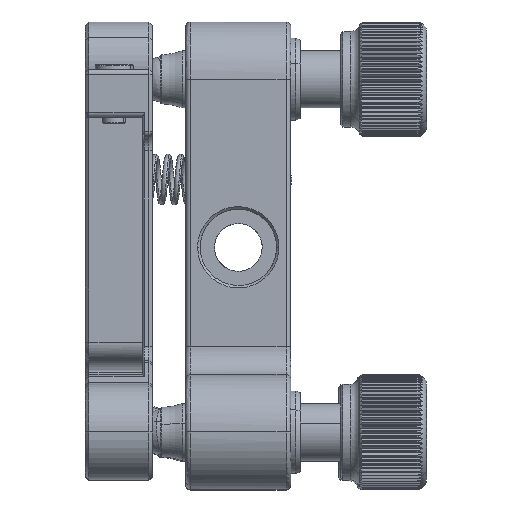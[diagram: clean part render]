
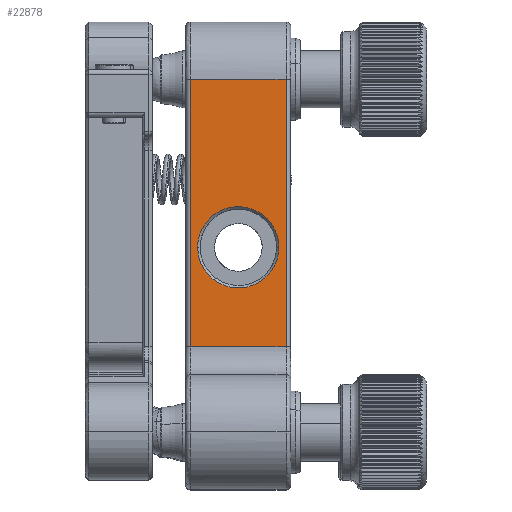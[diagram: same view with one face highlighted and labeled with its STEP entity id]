
A CAD part, top view. The second image highlights one B-rep face of the part: STEP entity #22878.
In plain terms, the highlighted planar face has unit normal (0, 0, 1).
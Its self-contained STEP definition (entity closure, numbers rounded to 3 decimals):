
#399 = CARTESIAN_POINT ( 'NONE',  ( -1.667, -9.5, -12.5 ) ) ;
#415 = CARTESIAN_POINT ( 'NONE',  ( -5., -9.5, -12.5 ) ) ;
#912 = VERTEX_POINT ( 'NONE', #18522 ) ;
#2003 = CARTESIAN_POINT ( 'NONE',  ( -3.714, -1.24, -12.5 ) ) ;
#2550 = CARTESIAN_POINT ( 'NONE',  ( 0.556, -3.35, -12.5 ) ) ;
#2740 = CARTESIAN_POINT ( 'NONE',  ( -1.667, 18.5, -12.5 ) ) ;
#3430 = EDGE_CURVE ( 'NONE', #40600, #20674, #44750, .T. ) ;
#4089 = VERTEX_POINT ( 'NONE', #7583 ) ;
#5066 = CARTESIAN_POINT ( 'NONE',  ( 5., -9.5, -12.5 ) ) ;
#5587 = CARTESIAN_POINT ( 'NONE',  ( -1.112, -3.239, -12.5 ) ) ;
#6102 = CARTESIAN_POINT ( 'NONE',  ( 4.25, 0.9, -12.5 ) ) ;
#6637 = CARTESIAN_POINT ( 'NONE',  ( 3.714, 3.04, -12.5 ) ) ;
#6990 = CARTESIAN_POINT ( 'NONE',  ( -5., 18.5, -12.5 ) ) ;
#7310 = EDGE_CURVE ( 'NONE', #912, #40600, #19955, .T. ) ;
#7583 = CARTESIAN_POINT ( 'NONE',  ( -5., -9.5, -12.5 ) ) ;
#8041 = VERTEX_POINT ( 'NONE', #13814 ) ;
#8114 = EDGE_CURVE ( 'NONE', #8041, #52728, #45214, .T. ) ;
#8915 = CARTESIAN_POINT ( 'NONE',  ( -5., -9.5, -12.5 ) ) ;
#9166 = CARTESIAN_POINT ( 'NONE',  ( -5.5, 24.5, -12.5 ) ) ;
#9708 = CARTESIAN_POINT ( 'NONE',  ( -4.139, -0.212, -12.5 ) ) ;
#10250 = ORIENTED_EDGE ( 'NONE', *, *, #3430, .F. ) ;
#10528 = CARTESIAN_POINT ( 'NONE',  ( -0.556, -3.35, -12.5 ) ) ;
#10748 = CARTESIAN_POINT ( 'NONE',  ( 3.399, 3.512, -12.5 ) ) ;
#13814 = CARTESIAN_POINT ( 'NONE',  ( -4.25, 0.9, -12.5 ) ) ;
#14083 = CARTESIAN_POINT ( 'NONE',  ( 4.25, 0.344, -12.5 ) ) ;
#14095 = FACE_OUTER_BOUND ( 'NONE', #14297, .T. ) ;
#14297 = EDGE_LOOP ( 'NONE', ( #33396, #21376, #10250, #15351 ) ) ;
#14599 = CARTESIAN_POINT ( 'NONE',  ( 1.112, 5.039, -12.5 ) ) ;
#14861 = CARTESIAN_POINT ( 'NONE',  ( 4.139, 2.012, -12.5 ) ) ;
#15351 = ORIENTED_EDGE ( 'NONE', *, *, #7310, .F. ) ;
#17649 = FACE_BOUND ( 'NONE', #20104, .T. ) ;
#18522 = CARTESIAN_POINT ( 'NONE',  ( -5., 18.5, -12.5 ) ) ;
#18663 = CARTESIAN_POINT ( 'NONE',  ( 1.667, 18.5, -12.5 ) ) ;
#18736 = CARTESIAN_POINT ( 'NONE',  ( 2.612, -2.499, -12.5 ) ) ;
#18982 = CARTESIAN_POINT ( 'NONE',  ( -4.25, 1.456, -12.5 ) ) ;
#19285 = CARTESIAN_POINT ( 'NONE',  ( 1.112, -3.239, -12.5 ) ) ;
#19476 = CARTESIAN_POINT ( 'NONE',  ( 5., 18.5, -12.5 ) ) ;
#19955 = B_SPLINE_CURVE_WITH_KNOTS ( 'NONE', 3,
 ( #40250, #2740, #18663, #19476 ),
 .UNSPECIFIED., .F., .F.,
 ( 4, 4 ),
 ( 0., 1. ),
 .UNSPECIFIED. ) ;
#20104 = EDGE_LOOP ( 'NONE', ( #35481, #38967 ) ) ;
#20367 = CARTESIAN_POINT ( 'NONE',  ( 5., -0.167, -12.5 ) ) ;
#20456 = CARTESIAN_POINT ( 'NONE',  ( 4.25, 0.9, -12.5 ) ) ;
#20674 = VERTEX_POINT ( 'NONE', #25049 ) ;
#21376 = ORIENTED_EDGE ( 'NONE', *, *, #25322, .T. ) ;
#22053 = PLANE ( 'NONE',  #24918 ) ;
#22319 = CARTESIAN_POINT ( 'NONE',  ( 3.399, -1.712, -12.5 ) ) ;
#22824 = CARTESIAN_POINT ( 'NONE',  ( -1.112, 5.039, -12.5 ) ) ;
#22878 = ADVANCED_FACE ( 'NONE', ( #14095, #17649 ), #22053, .F. ) ;
#23085 = CARTESIAN_POINT ( 'NONE',  ( -2.14, 4.614, -12.5 ) ) ;
#23123 = CARTESIAN_POINT ( 'NONE',  ( -4.25, 0.344, -12.5 ) ) ;
#24471 = CARTESIAN_POINT ( 'NONE',  ( 5., -9.5, -12.5 ) ) ;
#24918 = AXIS2_PLACEMENT_3D ( 'NONE', #9166, #42552, #34603 ) ;
#25049 = CARTESIAN_POINT ( 'NONE',  ( 5., -9.5, -12.5 ) ) ;
#25065 = B_SPLINE_CURVE_WITH_KNOTS ( 'NONE', 3,
 ( #8915, #399, #26174, #5066 ),
 .UNSPECIFIED., .F., .F.,
 ( 4, 4 ),
 ( 0., 1. ),
 .UNSPECIFIED. ) ;
#25322 = EDGE_CURVE ( 'NONE', #4089, #20674, #25065, .T. ) ;
#25640 = CARTESIAN_POINT ( 'NONE',  ( -5., 9.167, -12.5 ) ) ;
#26174 = CARTESIAN_POINT ( 'NONE',  ( 1.667, -9.5, -12.5 ) ) ;
#26692 = CARTESIAN_POINT ( 'NONE',  ( 2.14, -2.814, -12.5 ) ) ;
#26931 = CARTESIAN_POINT ( 'NONE',  ( -4.25, 0.9, -12.5 ) ) ;
#27453 = CARTESIAN_POINT ( 'NONE',  ( 0.556, 5.15, -12.5 ) ) ;
#27490 = CARTESIAN_POINT ( 'NONE',  ( 3.714, -1.24, -12.5 ) ) ;
#31560 = CARTESIAN_POINT ( 'NONE',  ( 2.14, 4.614, -12.5 ) ) ;
#31820 = CARTESIAN_POINT ( 'NONE',  ( -2.612, 4.299, -12.5 ) ) ;
#33396 = ORIENTED_EDGE ( 'NONE', *, *, #49993, .F. ) ;
#33454 = CARTESIAN_POINT ( 'NONE',  ( 5., 9.167, -12.5 ) ) ;
#34603 = DIRECTION ( 'NONE',  ( -1., 0., 0. ) ) ;
#35406 = CARTESIAN_POINT ( 'NONE',  ( 4.139, -0.212, -12.5 ) ) ;
#35481 = ORIENTED_EDGE ( 'NONE', *, *, #39316, .F. ) ;
#35688 = CARTESIAN_POINT ( 'NONE',  ( -2.612, -2.499, -12.5 ) ) ;
#35947 = CARTESIAN_POINT ( 'NONE',  ( 4.25, 0.9, -12.5 ) ) ;
#38967 = ORIENTED_EDGE ( 'NONE', *, *, #8114, .F. ) ;
#39212 = CARTESIAN_POINT ( 'NONE',  ( 2.612, 4.299, -12.5 ) ) ;
#39316 = EDGE_CURVE ( 'NONE', #52728, #8041, #40453, .T. ) ;
#39480 = CARTESIAN_POINT ( 'NONE',  ( -4.139, 2.012, -12.5 ) ) ;
#40026 = CARTESIAN_POINT ( 'NONE',  ( -3.399, 3.512, -12.5 ) ) ;
#40250 = CARTESIAN_POINT ( 'NONE',  ( -5., 18.5, -12.5 ) ) ;
#40453 = B_SPLINE_CURVE_WITH_KNOTS ( 'NONE', 3,
 ( #6102, #47714, #14861, #6637, #10748, #39212, #31560, #14599, #27453, #48254, #22824, #23085, #31820, #40026, #43860, #39480, #18982, #26931 ),
 .UNSPECIFIED., .F., .F.,
 ( 4, 2, 2, 2, 2, 2, 2, 2, 4 ),
 ( 0., 0.125, 0.25, 0.375, 0.5, 0.625, 0.75, 0.875, 1. ),
 .UNSPECIFIED. ) ;
#40600 = VERTEX_POINT ( 'NONE', #52024 ) ;
#41672 = CARTESIAN_POINT ( 'NONE',  ( 5., 18.5, -12.5 ) ) ;
#42552 = DIRECTION ( 'NONE',  ( 0., 0., -1. ) ) ;
#43084 = CARTESIAN_POINT ( 'NONE',  ( -4.25, 0.9, -12.5 ) ) ;
#43860 = CARTESIAN_POINT ( 'NONE',  ( -3.714, 3.04, -12.5 ) ) ;
#44750 = B_SPLINE_CURVE_WITH_KNOTS ( 'NONE', 3,
 ( #41672, #33454, #20367, #24471 ),
 .UNSPECIFIED., .F., .F.,
 ( 4, 4 ),
 ( 0., 1. ),
 .UNSPECIFIED. ) ;
#45214 = B_SPLINE_CURVE_WITH_KNOTS ( 'NONE', 3,
 ( #43084, #23123, #9708, #2003, #47749, #35688, #51571, #5587, #10528, #2550, #19285, #26692, #18736, #22319, #27490, #35406, #14083, #35947 ),
 .UNSPECIFIED., .F., .F.,
 ( 4, 2, 2, 2, 2, 2, 2, 2, 4 ),
 ( 0., 0.125, 0.25, 0.375, 0.5, 0.625, 0.75, 0.875, 1. ),
 .UNSPECIFIED. ) ;
#46425 = CARTESIAN_POINT ( 'NONE',  ( -5., -0.167, -12.5 ) ) ;
#47714 = CARTESIAN_POINT ( 'NONE',  ( 4.25, 1.456, -12.5 ) ) ;
#47749 = CARTESIAN_POINT ( 'NONE',  ( -3.399, -1.712, -12.5 ) ) ;
#48254 = CARTESIAN_POINT ( 'NONE',  ( -0.556, 5.15, -12.5 ) ) ;
#49240 = B_SPLINE_CURVE_WITH_KNOTS ( 'NONE', 3,
 ( #415, #46425, #25640, #6990 ),
 .UNSPECIFIED., .F., .F.,
 ( 4, 4 ),
 ( 0., 1. ),
 .UNSPECIFIED. ) ;
#49993 = EDGE_CURVE ( 'NONE', #4089, #912, #49240, .T. ) ;
#51571 = CARTESIAN_POINT ( 'NONE',  ( -2.14, -2.814, -12.5 ) ) ;
#52024 = CARTESIAN_POINT ( 'NONE',  ( 5., 18.5, -12.5 ) ) ;
#52728 = VERTEX_POINT ( 'NONE', #20456 ) ;
